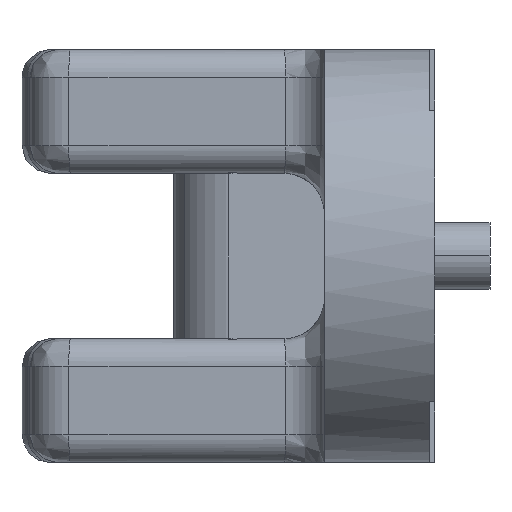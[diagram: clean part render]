
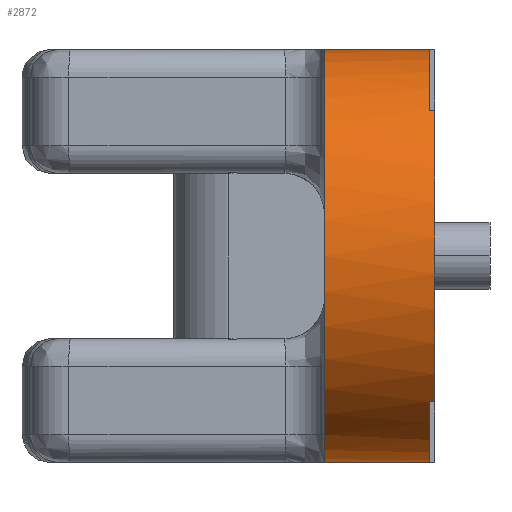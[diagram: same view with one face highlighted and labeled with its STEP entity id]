
A CAD part, left-side view. The second image highlights one B-rep face of the part: STEP entity #2872.
In plain terms, the highlighted cylindrical face has radius 7.5 mm (diameter 15 mm), a partial arc.
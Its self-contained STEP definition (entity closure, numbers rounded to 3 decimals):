
#5=DIRECTION('',(0.,1.,0.));
#6=VECTOR('',#5,3.8);
#7=CARTESIAN_POINT('',(0.,0.2,-7.5));
#8=LINE('',#7,#6);
#152=CARTESIAN_POINT('',(0.,4.,0.));
#153=DIRECTION('',(0.,-1.,0.));
#154=DIRECTION('',(0.,0.,1.));
#155=AXIS2_PLACEMENT_3D('',#152,#153,#154);
#276=CARTESIAN_POINT('',(0.,0.,0.));
#277=DIRECTION('',(0.,1.,0.));
#278=DIRECTION('',(-0.708,0.,-0.707));
#279=AXIS2_PLACEMENT_3D('',#276,#277,#278);
#683=DIRECTION('',(0.,-1.,0.));
#684=VECTOR('',#683,3.8);
#685=CARTESIAN_POINT('',(0.,4.,7.5));
#686=LINE('',#685,#684);
#1076=CARTESIAN_POINT('',(0.,0.2,0.));
#1077=DIRECTION('',(0.,-1.,0.));
#1078=DIRECTION('',(0.,0.,1.));
#1079=AXIS2_PLACEMENT_3D('',#1076,#1077,#1078);
#1081=DIRECTION('',(0.,-1.,0.));
#1082=VECTOR('',#1081,0.2);
#1083=CARTESIAN_POINT('',(-5.307,0.2,5.3));
#1084=LINE('',#1083,#1082);
#1085=DIRECTION('',(0.,-1.,0.));
#1086=VECTOR('',#1085,0.2);
#1087=CARTESIAN_POINT('',(-5.307,0.2,-5.3));
#1088=LINE('',#1087,#1086);
#1089=CARTESIAN_POINT('',(0.,0.2,0.));
#1090=DIRECTION('',(0.,-1.,0.));
#1091=DIRECTION('',(-0.708,0.,-0.707));
#1092=AXIS2_PLACEMENT_3D('',#1089,#1090,#1091);
#1144=CARTESIAN_POINT('',(0.,4.,7.5));
#1145=CARTESIAN_POINT('',(0.,4.,-7.5));
#1146=VERTEX_POINT('',#1144);
#1147=VERTEX_POINT('',#1145);
#1204=CARTESIAN_POINT('',(0.,0.2,-7.5));
#1206=VERTEX_POINT('',#1204);
#1210=CARTESIAN_POINT('',(0.,0.2,7.5));
#1212=VERTEX_POINT('',#1210);
#1218=CARTESIAN_POINT('',(-5.307,0.,-5.3));
#1219=VERTEX_POINT('',#1218);
#1220=CARTESIAN_POINT('',(-5.307,0.,5.3));
#1222=VERTEX_POINT('',#1220);
#1224=CARTESIAN_POINT('',(-5.307,0.2,5.3));
#1225=VERTEX_POINT('',#1224);
#1226=CARTESIAN_POINT('',(-5.307,0.2,-5.3));
#1227=VERTEX_POINT('',#1226);
#2854=CARTESIAN_POINT('',(0.,38.262,0.));
#2855=DIRECTION('',(0.,-1.,0.));
#2856=DIRECTION('',(0.,0.,1.));
#2857=AXIS2_PLACEMENT_3D('',#2854,#2855,#2856);
#2858=CYLINDRICAL_SURFACE('',#2857,7.5);
#2860=ORIENTED_EDGE('',*,*,#2859,.T.);
#2861=ORIENTED_EDGE('',*,*,#2846,.T.);
#2862=ORIENTED_EDGE('',*,*,#1634,.F.);
#2864=ORIENTED_EDGE('',*,*,#2863,.F.);
#2866=ORIENTED_EDGE('',*,*,#2865,.T.);
#2867=ORIENTED_EDGE('',*,*,#1411,.T.);
#2868=ORIENTED_EDGE('',*,*,#1580,.F.);
#2869=ORIENTED_EDGE('',*,*,#2138,.T.);
#2870=EDGE_LOOP('',(#2860,#2861,#2862,#2864,#2866,#2867,#2868,#2869));
#2871=FACE_OUTER_BOUND('',#2870,.F.);
#2872=ADVANCED_FACE('',(#2871),#2858,.T.);
#156=CIRCLE('',#155,7.5);
#280=CIRCLE('',#279,7.5);
#1080=CIRCLE('',#1079,7.5);
#1093=CIRCLE('',#1092,7.5);
#1411=EDGE_CURVE('',#1206,#1147,#8,.T.);
#1580=EDGE_CURVE('',#1146,#1147,#156,.T.);
#1634=EDGE_CURVE('',#1219,#1222,#280,.T.);
#2138=EDGE_CURVE('',#1146,#1212,#686,.T.);
#2846=EDGE_CURVE('',#1225,#1222,#1084,.T.);
#2859=EDGE_CURVE('',#1212,#1225,#1080,.T.);
#2863=EDGE_CURVE('',#1227,#1219,#1088,.T.);
#2865=EDGE_CURVE('',#1227,#1206,#1093,.T.);
